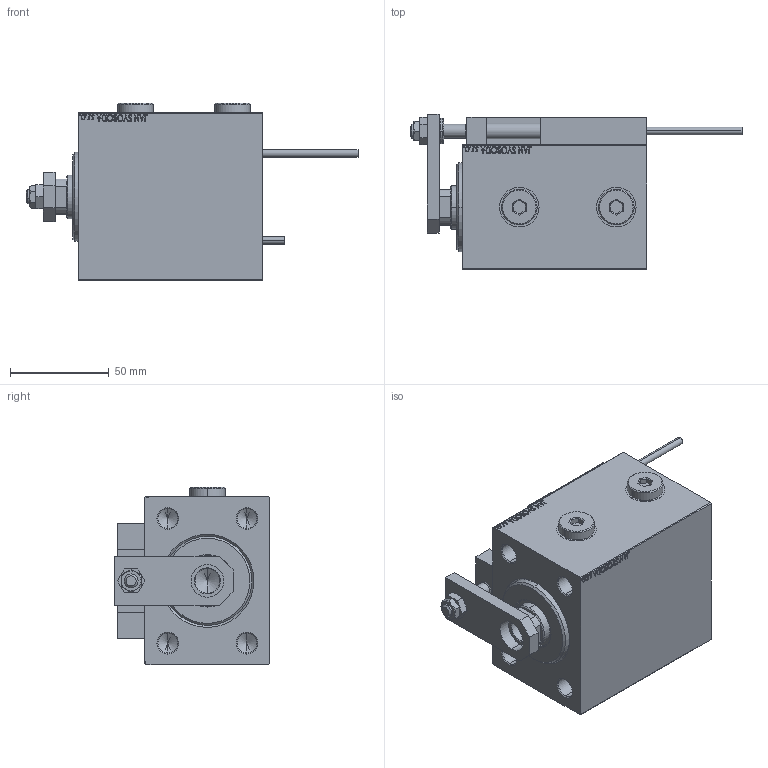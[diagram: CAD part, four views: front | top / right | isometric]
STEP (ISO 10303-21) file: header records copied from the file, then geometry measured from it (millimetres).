
FILE_DESCRIPTION (( 'STEP AP203' ), '1' );
FILE_NAME ('1500.STEP', '2024-02-13T02:55:36', ( '' ), ( '' ), 'SwSTEP 2.0', 'SolidWorks 2019', '' );
FILE_SCHEMA (( 'CONFIG_CONTROL_DESIGN' ));
Length unit declared in the file: millimetre
Products named in the file (17): ZARAZKA b8b9de7d0b8b95e1e4b3aba215009208; SWITCH X b8b9de7d0b8b95e1e4b3aba215009208; V450CM_B_VCP b8b9de7d0b8b95e1e4b3aba215009208; ALLEN BOLT D5 b8b9de7d0b8b95e1e4b3aba215009208; Block b8b9de7d0b8b95e1e4b3aba215009208; NUT_D12 b8b9de7d0b8b95e1e4b3aba215009208; KONCOVKA b8b9de7d0b8b95e1e4b3aba215009208; MAGNET b8b9de7d0b8b95e1e4b3aba215009208; NUT_D10 b8b9de7d0b8b95e1e4b3aba215009208; SWITCH DIM B,W b8b9de7d0b8b95e1e4b3aba215009208; TYC_L79 b8b9de7d0b8b95e1e4b3aba215009208; ALLEN BOLT D8 b8b9de7d0b8b95e1e4b3aba215009208; Zatka_OIL_PORT b8b9de7d0b8b95e1e4b3aba215009208; V450CM_VC_B b8b9de7d0b8b95e1e4b3aba215009208; SWITCH_X_FRONT_BACK b8b9de7d0b8b95e1e4b3aba215009208; V450CM_B_Body b8b9de7d0b8b95e1e4b3aba215009208; 1500
Assembly tree (27 placements, depth 3):
  1500
    V450CM_B_Body b8b9de7d0b8b95e1e4b3aba215009208
    V450CM_B_VCP b8b9de7d0b8b95e1e4b3aba215009208
    SWITCH X b8b9de7d0b8b95e1e4b3aba215009208
      SWITCH_X_FRONT_BACK b8b9de7d0b8b95e1e4b3aba215009208  x2
      TYC_L79 b8b9de7d0b8b95e1e4b3aba215009208
      Block b8b9de7d0b8b95e1e4b3aba215009208  x2
      ALLEN BOLT D5 b8b9de7d0b8b95e1e4b3aba215009208  x4
      ALLEN BOLT D8 b8b9de7d0b8b95e1e4b3aba215009208  x4
      MAGNET b8b9de7d0b8b95e1e4b3aba215009208  x2
      KONCOVKA b8b9de7d0b8b95e1e4b3aba215009208  x2
    NUT_D10 b8b9de7d0b8b95e1e4b3aba215009208
    NUT_D12 b8b9de7d0b8b95e1e4b3aba215009208
    SWITCH DIM B,W b8b9de7d0b8b95e1e4b3aba215009208
    ZARAZKA b8b9de7d0b8b95e1e4b3aba215009208
    V450CM_VC_B b8b9de7d0b8b95e1e4b3aba215009208
    Zatka_OIL_PORT b8b9de7d0b8b95e1e4b3aba215009208  x2
Bounding box: 167.7 x 78.5 x 89.9 mm (x, y, z)
Volume: 507056.2 mm3; surface area: 100124.6 mm2
Topology: 26 solids, 26 shells, 1372 faces, 3272 edges, 2070 vertices
Faces by surface type: plane 595, bspline 380, cylinder 200, cone 149, torus 44, sphere 4
Entity records: 52520 total; most frequent: CARTESIAN_POINT 26519, ORIENTED_EDGE 5452, DIRECTION 3779, EDGE_CURVE 2726, VERTEX_POINT 1770, LINE 1575, VECTOR 1575, EDGE_LOOP 1266
